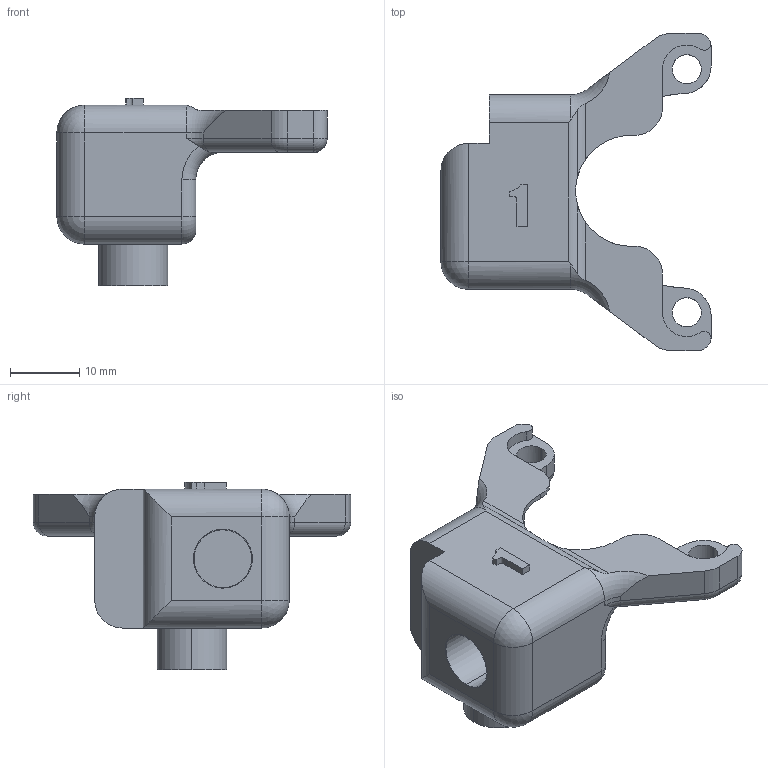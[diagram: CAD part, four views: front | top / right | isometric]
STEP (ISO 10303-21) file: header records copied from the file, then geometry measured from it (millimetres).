
FILE_DESCRIPTION (( 'STEP AP214' ), '1' );
FILE_NAME ('1stepperholder.STEP', '2022-10-08T16:14:32', ( '' ), ( '' ), 'SwSTEP 2.0', 'SolidWorks 2021', '' );
FILE_SCHEMA (( 'AUTOMOTIVE_DESIGN' ));
Length unit declared in the file: millimetre
Products named in the file (1): 1stepperholder
Bounding box: 38.91 x 45.73 x 27 mm (x, y, z)
Volume: 10631.1 mm3; surface area: 4636.3 mm2
Topology: 1 solids, 1 shells, 117 faces, 298 edges, 182 vertices
Faces by surface type: cylinder 51, plane 36, torus 16, bspline 10, sphere 4
Entity records: 4036 total; most frequent: CARTESIAN_POINT 1202, DIRECTION 602, ORIENTED_EDGE 588, EDGE_CURVE 294, AXIS2_PLACEMENT_3D 238, VERTEX_POINT 182, CIRCLE 130, LINE 126
